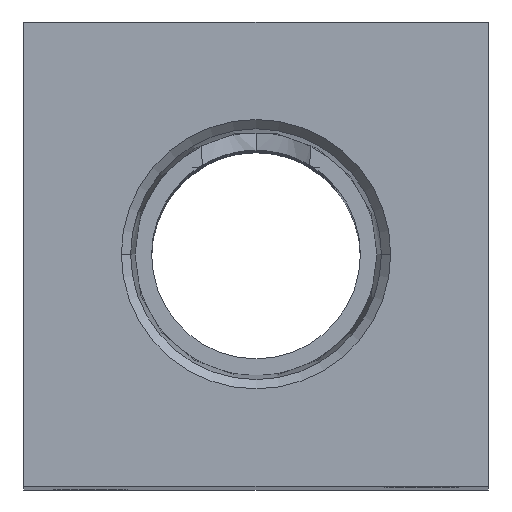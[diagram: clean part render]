
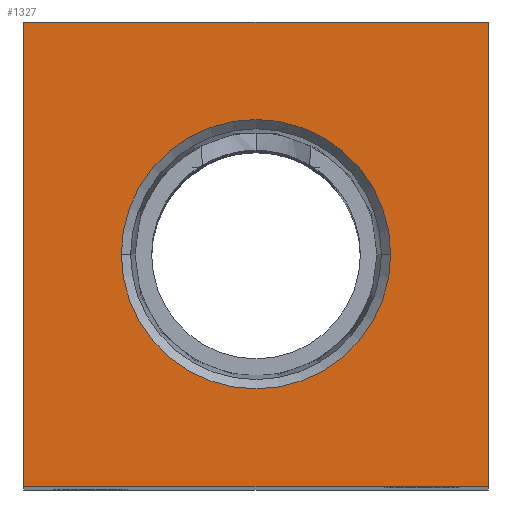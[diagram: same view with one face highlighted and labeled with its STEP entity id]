
A CAD part, top view. The second image highlights one B-rep face of the part: STEP entity #1327.
In plain terms, the highlighted planar face has unit normal (0, 0, 1).
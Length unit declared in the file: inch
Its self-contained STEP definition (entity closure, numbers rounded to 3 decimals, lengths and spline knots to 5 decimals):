
#47 = DIRECTION ( 'NONE',  ( 1., 0., 0. ) ) ;
#54 = DIRECTION ( 'NONE',  ( 0., 0., 1. ) ) ;
#60 = CARTESIAN_POINT ( 'NONE',  ( 0., 0., 2.8125 ) ) ;
#107 = CARTESIAN_POINT ( 'NONE',  ( 0., 0., 2.8125 ) ) ;
#132 = CARTESIAN_POINT ( 'NONE',  ( -0.3626, 0., 2.8125 ) ) ;
#305 = EDGE_LOOP ( 'NONE', ( #943, #2797 ) ) ;
#357 = DIRECTION ( 'NONE',  ( 1., 0., 0. ) ) ;
#399 = DIRECTION ( 'NONE',  ( 1., 0., 0. ) ) ;
#462 = DIRECTION ( 'NONE',  ( 0., 0., 1. ) ) ;
#538 = CARTESIAN_POINT ( 'NONE',  ( 0., 0., 2.8125 ) ) ;
#571 = EDGE_CURVE ( 'NONE', #1812, #1930, #3235, .T. ) ;
#678 = EDGE_CURVE ( 'NONE', #2124, #2613, #2528, .T. ) ;
#861 = CARTESIAN_POINT ( 'NONE',  ( 0.625, 0.625, 2.8125 ) ) ;
#874 = DIRECTION ( 'NONE',  ( -1., 0., 0. ) ) ;
#943 = ORIENTED_EDGE ( 'NONE', *, *, #3162, .F. ) ;
#1000 = LINE ( 'NONE', #861, #1619 ) ;
#1005 = PLANE ( 'NONE',  #1954 ) ;
#1087 = CARTESIAN_POINT ( 'NONE',  ( 0.625, 0.625, 2.8125 ) ) ;
#1327 = ADVANCED_FACE ( 'NONE', ( #2040, #2597 ), #1005, .T. ) ;
#1343 = ORIENTED_EDGE ( 'NONE', *, *, #2830, .T. ) ;
#1370 = ORIENTED_EDGE ( 'NONE', *, *, #1467, .T. ) ;
#1375 = CARTESIAN_POINT ( 'NONE',  ( -0.625, -0.625, 2.8125 ) ) ;
#1392 = ORIENTED_EDGE ( 'NONE', *, *, #2741, .T. ) ;
#1467 = EDGE_CURVE ( 'NONE', #1570, #2124, #2927, .T. ) ;
#1484 = CARTESIAN_POINT ( 'NONE',  ( 0.625, -0.625, 2.8125 ) ) ;
#1492 = DIRECTION ( 'NONE',  ( 0., -1., 0. ) ) ;
#1538 = CARTESIAN_POINT ( 'NONE',  ( -0.625, -0.625, 2.8125 ) ) ;
#1570 = VERTEX_POINT ( 'NONE', #1375 ) ;
#1573 = AXIS2_PLACEMENT_3D ( 'NONE', #107, #1982, #399 ) ;
#1619 = VECTOR ( 'NONE', #874, 39.37008 ) ;
#1722 = DIRECTION ( 'NONE',  ( 1., 0., 0. ) ) ;
#1738 = CARTESIAN_POINT ( 'NONE',  ( 0.625, -0.625, 2.8125 ) ) ;
#1784 = CARTESIAN_POINT ( 'NONE',  ( 0.625, -0.625, 2.8125 ) ) ;
#1812 = VERTEX_POINT ( 'NONE', #132 ) ;
#1886 = VECTOR ( 'NONE', #2598, 39.37008 ) ;
#1930 = VERTEX_POINT ( 'NONE', #2988 ) ;
#1954 = AXIS2_PLACEMENT_3D ( 'NONE', #538, #462, #357 ) ;
#1982 = DIRECTION ( 'NONE',  ( 0., 0., 1. ) ) ;
#2040 = FACE_BOUND ( 'NONE', #305, .T. ) ;
#2124 = VERTEX_POINT ( 'NONE', #1484 ) ;
#2294 = VECTOR ( 'NONE', #1722, 39.37008 ) ;
#2384 = ORIENTED_EDGE ( 'NONE', *, *, #678, .T. ) ;
#2528 = LINE ( 'NONE', #1738, #1886 ) ;
#2538 = VERTEX_POINT ( 'NONE', #3159 ) ;
#2597 = FACE_OUTER_BOUND ( 'NONE', #2875, .T. ) ;
#2598 = DIRECTION ( 'NONE',  ( 0., 1., 0. ) ) ;
#2613 = VERTEX_POINT ( 'NONE', #1087 ) ;
#2705 = VECTOR ( 'NONE', #1492, 39.37008 ) ;
#2741 = EDGE_CURVE ( 'NONE', #2613, #2538, #1000, .T. ) ;
#2744 = AXIS2_PLACEMENT_3D ( 'NONE', #60, #54, #47 ) ;
#2781 = LINE ( 'NONE', #1538, #2705 ) ;
#2797 = ORIENTED_EDGE ( 'NONE', *, *, #571, .F. ) ;
#2830 = EDGE_CURVE ( 'NONE', #2538, #1570, #2781, .T. ) ;
#2875 = EDGE_LOOP ( 'NONE', ( #1343, #1370, #2384, #1392 ) ) ;
#2927 = LINE ( 'NONE', #1784, #2294 ) ;
#2988 = CARTESIAN_POINT ( 'NONE',  ( 0.3626, 0., 2.8125 ) ) ;
#3159 = CARTESIAN_POINT ( 'NONE',  ( -0.625, 0.625, 2.8125 ) ) ;
#3162 = EDGE_CURVE ( 'NONE', #1930, #1812, #3280, .T. ) ;
#3235 = CIRCLE ( 'NONE', #2744, 0.3626 ) ;
#3280 = CIRCLE ( 'NONE', #1573, 0.3626 ) ;
